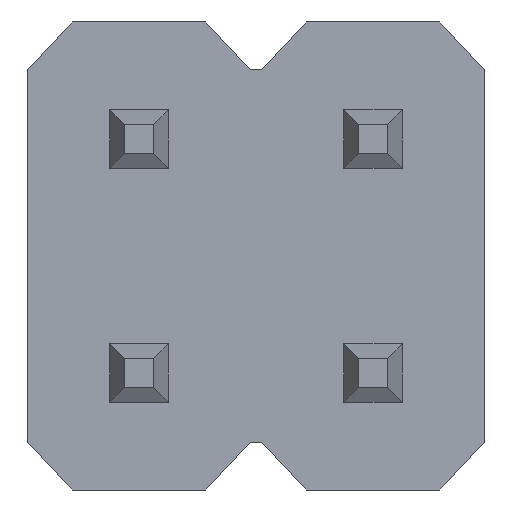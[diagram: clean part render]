
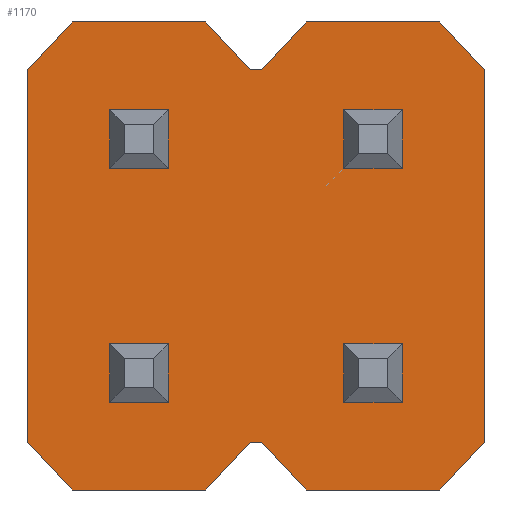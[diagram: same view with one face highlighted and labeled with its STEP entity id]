
A CAD part, front view. The second image highlights one B-rep face of the part: STEP entity #1170.
In plain terms, the highlighted planar face has unit normal (0, -1, 0).
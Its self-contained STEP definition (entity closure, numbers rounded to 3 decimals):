
#480=VERTEX_POINT('',#1398);
#506=VERTEX_POINT('',#1427);
#524=EDGE_CURVE('',#930,#1276,#1446,.T.);
#538=EDGE_CURVE('',#832,#1110,#1462,.T.);
#560=EDGE_CURVE('',#772,#1118,#1484,.T.);
#568=VERTEX_POINT('',#1492);
#580=VERTEX_POINT('',#1505);
#636=EDGE_CURVE('',#1084,#1138,#1564,.T.);
#644=VERTEX_POINT('',#1574);
#666=EDGE_CURVE('',#782,#886,#1600,.T.);
#672=EDGE_CURVE('',#1352,#746,#1606,.T.);
#702=EDGE_CURVE('',#886,#1196,#1643,.T.);
#710=EDGE_CURVE('',#580,#930,#1651,.T.);
#718=VERTEX_POINT('',#1659);
#720=EDGE_CURVE('',#1238,#1024,#1661,.T.);
#728=VERTEX_POINT('',#1669);
#740=EDGE_CURVE('',#906,#1074,#1681,.T.);
#746=VERTEX_POINT('',#1687);
#750=VERTEX_POINT('',#1696);
#766=EDGE_CURVE('',#480,#644,#1716,.T.);
#772=VERTEX_POINT('',#1722);
#782=VERTEX_POINT('',#1733);
#798=VERTEX_POINT('',#1751);
#806=VERTEX_POINT('',#1759);
#810=EDGE_CURVE('',#1276,#906,#1763,.T.);
#832=VERTEX_POINT('',#1788);
#852=EDGE_CURVE('',#1078,#1092,#1810,.T.);
#862=EDGE_CURVE('',#1056,#832,#1820,.T.);
#886=VERTEX_POINT('',#1846);
#888=EDGE_CURVE('',#644,#984,#1848,.T.);
#890=EDGE_CURVE('',#1074,#728,#1850,.T.);
#906=VERTEX_POINT('',#1866);
#930=VERTEX_POINT('',#1896);
#932=EDGE_CURVE('',#1196,#750,#1898,.T.);
#934=EDGE_CURVE('',#798,#1238,#1900,.T.);
#980=EDGE_CURVE('',#984,#580,#1954,.T.);
#984=VERTEX_POINT('',#1958);
#1024=VERTEX_POINT('',#2002);
#1036=EDGE_CURVE('',#1110,#568,#2015,.T.);
#1056=VERTEX_POINT('',#2040);
#1058=EDGE_CURVE('',#718,#1146,#2042,.T.);
#1072=EDGE_CURVE('',#506,#1084,#2058,.T.);
#1074=VERTEX_POINT('',#2060);
#1078=VERTEX_POINT('',#2064);
#1084=VERTEX_POINT('',#2070);
#1092=VERTEX_POINT('',#2079);
#1110=VERTEX_POINT('',#2097);
#1118=VERTEX_POINT('',#2106);
#1134=EDGE_CURVE('',#806,#798,#2124,.T.);
#1136=EDGE_CURVE('',#750,#782,#2126,.T.);
#1138=VERTEX_POINT('',#2128);
#1144=EDGE_CURVE('',#1092,#1352,#2135,.T.);
#1146=VERTEX_POINT('',#2137);
#1158=EDGE_CURVE('',#1146,#772,#2151,.T.);
#1170=ADVANCED_FACE('',(#2164,#2165,#2166,#2167,#2168),#2169,.T.);
#1196=VERTEX_POINT('',#2197);
#1204=EDGE_CURVE('',#1138,#1078,#2206,.T.);
#1212=EDGE_CURVE('',#568,#1056,#2215,.T.);
#1216=EDGE_CURVE('',#746,#480,#2219,.T.);
#1238=VERTEX_POINT('',#2247);
#1276=VERTEX_POINT('',#2287);
#1292=EDGE_CURVE('',#1024,#806,#2303,.T.);
#1348=EDGE_CURVE('',#728,#506,#2366,.T.);
#1352=VERTEX_POINT('',#2370);
#1364=EDGE_CURVE('',#1118,#718,#2382,.T.);
#1398=CARTESIAN_POINT('',(0.05,-2.0,-1.595));
#1427=CARTESIAN_POINT('',(0.05,-2.0,1.595));
#1446=LINE('',#2480,#2481);
#1462=LINE('',#2504,#2505);
#1484=LINE('',#2540,#2541);
#1492=CARTESIAN_POINT('',(0.75,-2.0,1.25));
#1505=CARTESIAN_POINT('',(-1.572,-2.0,-2.0));
#1564=LINE('',#2660,#2661);
#1574=CARTESIAN_POINT('',(-0.05,-2.0,-1.595));
#1600=LINE('',#2706,#2707);
#1606=LINE('',#2716,#2717);
#1643=LINE('',#2759,#2760);
#1651=LINE('',#2773,#2774);
#1659=CARTESIAN_POINT('',(-1.25,-2.0,0.75));
#1661=LINE('',#2789,#2790);
#1669=CARTESIAN_POINT('',(-0.05,-2.0,1.595));
#1681=LINE('',#2819,#2820);
#1687=CARTESIAN_POINT('',(0.428,-2.0,-2.0));
#1696=CARTESIAN_POINT('',(-1.25,-2.0,-0.75));
#1716=LINE('',#2864,#2865);
#1722=CARTESIAN_POINT('',(-0.75,-2.0,1.25));
#1733=CARTESIAN_POINT('',(-0.75,-2.0,-0.75));
#1751=CARTESIAN_POINT('',(1.25,-2.0,-0.75));
#1759=CARTESIAN_POINT('',(0.75,-2.0,-0.75));
#1763=LINE('',#2931,#2932);
#1788=CARTESIAN_POINT('',(1.25,-2.0,0.75));
#1810=LINE('',#2996,#2997);
#1820=LINE('',#3014,#3015);
#1846=CARTESIAN_POINT('',(-0.75,-2.0,-1.25));
#1848=LINE('',#3054,#3055);
#1850=LINE('',#3058,#3059);
#1866=CARTESIAN_POINT('',(-1.572,-2.0,2.0));
#1896=CARTESIAN_POINT('',(-1.95,-2.0,-1.595));
#1898=LINE('',#3126,#3127);
#1900=LINE('',#3130,#3131);
#1954=LINE('',#3202,#3203);
#1958=CARTESIAN_POINT('',(-0.428,-2.0,-2.0));
#2002=CARTESIAN_POINT('',(0.75,-2.0,-1.25));
#2015=LINE('',#3291,#3292);
#2040=CARTESIAN_POINT('',(1.25,-2.0,1.25));
#2042=LINE('',#3328,#3329);
#2058=LINE('',#3352,#3353);
#2060=CARTESIAN_POINT('',(-0.428,-2.0,2.0));
#2064=CARTESIAN_POINT('',(1.95,-2.0,1.595));
#2070=CARTESIAN_POINT('',(0.428,-2.0,2.0));
#2079=CARTESIAN_POINT('',(1.95,-2.0,-1.595));
#2097=CARTESIAN_POINT('',(0.75,-2.0,0.75));
#2106=CARTESIAN_POINT('',(-0.75,-2.0,0.75));
#2124=LINE('',#3448,#3449);
#2126=LINE('',#3452,#3453);
#2128=CARTESIAN_POINT('',(1.572,-2.0,2.0));
#2135=LINE('',#3463,#3464);
#2137=CARTESIAN_POINT('',(-1.25,-2.0,1.25));
#2151=LINE('',#3483,#3484);
#2164=FACE_BOUND('',#3501,.T.);
#2165=FACE_BOUND('',#3502,.T.);
#2166=FACE_BOUND('',#3503,.T.);
#2167=FACE_BOUND('',#3504,.T.);
#2168=FACE_OUTER_BOUND('',#3505,.T.);
#2169=PLANE('',#3506);
#2197=CARTESIAN_POINT('',(-1.25,-2.0,-1.25));
#2206=LINE('',#3560,#3561);
#2215=LINE('',#3575,#3576);
#2219=LINE('',#3581,#3582);
#2247=CARTESIAN_POINT('',(1.25,-2.0,-1.25));
#2287=CARTESIAN_POINT('',(-1.95,-2.0,1.595));
#2303=LINE('',#3703,#3704);
#2366=LINE('',#3798,#3799);
#2370=CARTESIAN_POINT('',(1.572,-2.0,-2.0));
#2382=LINE('',#3826,#3827);
#2480=CARTESIAN_POINT('',(-1.95,-2.0,-1.595));
#2481=VECTOR('',#3894,1.0);
#2504=CARTESIAN_POINT('',(-0.25,-2.0,0.75));
#2505=VECTOR('',#3914,1.0);
#2540=CARTESIAN_POINT('',(-0.75,-2.0,0.75));
#2541=VECTOR('',#3921,1.0);
#2660=CARTESIAN_POINT('',(0.428,-2.0,2.0));
#2661=VECTOR('',#3973,1.0);
#2706=CARTESIAN_POINT('',(-0.75,-2.0,-0.25));
#2707=VECTOR('',#4026,1.0);
#2716=CARTESIAN_POINT('',(1.572,-2.0,-2.0));
#2717=VECTOR('',#4028,1.0);
#2759=CARTESIAN_POINT('',(-1.25,-2.0,-1.25));
#2760=VECTOR('',#4087,1.0);
#2773=CARTESIAN_POINT('',(-1.572,-2.0,-2.0));
#2774=VECTOR('',#4090,1.);
#2789=CARTESIAN_POINT('',(-0.25,-2.0,-1.25));
#2790=VECTOR('',#4093,1.0);
#2819=CARTESIAN_POINT('',(-0.428,-2.0,2.0));
#2820=VECTOR('',#4098,1.0);
#2864=CARTESIAN_POINT('',(0.05,-2.0,-1.595));
#2865=VECTOR('',#4159,1.0);
#2931=CARTESIAN_POINT('',(-1.572,-2.0,2.0));
#2932=VECTOR('',#4193,1.);
#2996=CARTESIAN_POINT('',(1.95,-2.0,-1.595));
#2997=VECTOR('',#4254,1.0);
#3014=CARTESIAN_POINT('',(1.25,-2.0,0.75));
#3015=VECTOR('',#4258,1.0);
#3054=CARTESIAN_POINT('',(-0.428,-2.0,-2.0));
#3055=VECTOR('',#4280,1.);
#3058=CARTESIAN_POINT('',(-0.428,-2.0,2.0));
#3059=VECTOR('',#4281,1.);
#3126=CARTESIAN_POINT('',(-1.25,-2.0,-0.25));
#3127=VECTOR('',#4339,1.0);
#3130=CARTESIAN_POINT('',(1.25,-2.0,-0.25));
#3131=VECTOR('',#4340,1.0);
#3202=CARTESIAN_POINT('',(-0.428,-2.0,-2.0));
#3203=VECTOR('',#4421,1.0);
#3291=CARTESIAN_POINT('',(0.75,-2.0,0.75));
#3292=VECTOR('',#4475,1.0);
#3328=CARTESIAN_POINT('',(-1.25,-2.0,0.75));
#3329=VECTOR('',#4520,1.0);
#3352=CARTESIAN_POINT('',(0.428,-2.0,2.0));
#3353=VECTOR('',#4540,1.);
#3448=CARTESIAN_POINT('',(-0.25,-2.0,-0.75));
#3449=VECTOR('',#4587,1.0);
#3452=CARTESIAN_POINT('',(-1.25,-2.0,-0.75));
#3453=VECTOR('',#4588,1.0);
#3463=CARTESIAN_POINT('',(1.572,-2.0,-2.0));
#3464=VECTOR('',#4597,1.);
#3483=CARTESIAN_POINT('',(-1.25,-2.0,1.25));
#3484=VECTOR('',#4615,1.0);
#3501=EDGE_LOOP('',(#4627,#4628,#4629,#4630));
#3502=EDGE_LOOP('',(#4631,#4632,#4633,#4634));
#3503=EDGE_LOOP('',(#4635,#4636,#4637,#4638));
#3504=EDGE_LOOP('',(#4639,#4640,#4641,#4642));
#3505=EDGE_LOOP('',(#4643,#4644,#4645,#4646,#4647,#4648,#4649,#4650,#4651,#4652,#4653,#4654,#4655,#4656,#4657,#4658));
#3506=AXIS2_PLACEMENT_3D('',#4659,#4660,#4661);
#3560=CARTESIAN_POINT('',(1.572,-2.0,2.0));
#3561=VECTOR('',#4694,1.);
#3575=CARTESIAN_POINT('',(-0.25,-2.0,1.25));
#3576=VECTOR('',#4705,1.0);
#3581=CARTESIAN_POINT('',(0.428,-2.0,-2.0));
#3582=VECTOR('',#4706,1.);
#3703=CARTESIAN_POINT('',(0.75,-2.0,-0.25));
#3704=VECTOR('',#4789,1.0);
#3798=CARTESIAN_POINT('',(0.05,-2.0,1.595));
#3799=VECTOR('',#4861,1.0);
#3826=CARTESIAN_POINT('',(-1.25,-2.0,0.75));
#3827=VECTOR('',#4867,1.0);
#3894=DIRECTION('',(0.0,0.,1.0));
#3914=DIRECTION('',(-1.0,0.,0.));
#3921=DIRECTION('',(0.,0.,-1.0));
#3973=DIRECTION('',(1.0,0.0,0.0));
#4026=DIRECTION('',(0.,0.,-1.0));
#4028=DIRECTION('',(-1.0,-0.0,0.0));
#4087=DIRECTION('',(-1.0,0.,0.));
#4090=DIRECTION('',(-0.683,0.,0.731));
#4093=DIRECTION('',(-1.0,0.,0.));
#4098=DIRECTION('',(1.0,0.0,0.0));
#4159=DIRECTION('',(-1.0,-0.0,0.0));
#4193=DIRECTION('',(0.683,0.,0.731));
#4254=DIRECTION('',(0.0,0.,-1.0));
#4258=DIRECTION('',(0.,0.,-1.0));
#4280=DIRECTION('',(-0.683,0.,-0.731));
#4281=DIRECTION('',(0.683,0.,-0.731));
#4339=DIRECTION('',(0.,0.,1.0));
#4340=DIRECTION('',(0.,0.,-1.0));
#4421=DIRECTION('',(-1.0,-0.0,0.0));
#4475=DIRECTION('',(0.,0.,1.0));
#4520=DIRECTION('',(0.,0.,1.0));
#4540=DIRECTION('',(0.683,0.,0.731));
#4587=DIRECTION('',(1.0,0.,0.));
#4588=DIRECTION('',(1.0,0.,0.));
#4597=DIRECTION('',(-0.683,0.,-0.731));
#4615=DIRECTION('',(1.0,0.,0.));
#4627=ORIENTED_EDGE('',*,*,#1212,.T.);
#4628=ORIENTED_EDGE('',*,*,#862,.T.);
#4629=ORIENTED_EDGE('',*,*,#538,.T.);
#4630=ORIENTED_EDGE('',*,*,#1036,.T.);
#4631=ORIENTED_EDGE('',*,*,#1134,.T.);
#4632=ORIENTED_EDGE('',*,*,#934,.T.);
#4633=ORIENTED_EDGE('',*,*,#720,.T.);
#4634=ORIENTED_EDGE('',*,*,#1292,.T.);
#4635=ORIENTED_EDGE('',*,*,#1158,.T.);
#4636=ORIENTED_EDGE('',*,*,#560,.T.);
#4637=ORIENTED_EDGE('',*,*,#1364,.T.);
#4638=ORIENTED_EDGE('',*,*,#1058,.T.);
#4639=ORIENTED_EDGE('',*,*,#1136,.T.);
#4640=ORIENTED_EDGE('',*,*,#666,.T.);
#4641=ORIENTED_EDGE('',*,*,#702,.T.);
#4642=ORIENTED_EDGE('',*,*,#932,.T.);
#4643=ORIENTED_EDGE('',*,*,#890,.F.);
#4644=ORIENTED_EDGE('',*,*,#740,.F.);
#4645=ORIENTED_EDGE('',*,*,#810,.F.);
#4646=ORIENTED_EDGE('',*,*,#524,.F.);
#4647=ORIENTED_EDGE('',*,*,#710,.F.);
#4648=ORIENTED_EDGE('',*,*,#980,.F.);
#4649=ORIENTED_EDGE('',*,*,#888,.F.);
#4650=ORIENTED_EDGE('',*,*,#766,.F.);
#4651=ORIENTED_EDGE('',*,*,#1216,.F.);
#4652=ORIENTED_EDGE('',*,*,#672,.F.);
#4653=ORIENTED_EDGE('',*,*,#1144,.F.);
#4654=ORIENTED_EDGE('',*,*,#852,.F.);
#4655=ORIENTED_EDGE('',*,*,#1204,.F.);
#4656=ORIENTED_EDGE('',*,*,#636,.F.);
#4657=ORIENTED_EDGE('',*,*,#1072,.F.);
#4658=ORIENTED_EDGE('',*,*,#1348,.F.);
#4659=CARTESIAN_POINT('',(-1.0,-2.0,0.));
#4660=DIRECTION('',(0.0,-1.0,0.));
#4661=DIRECTION('',(1.0,0.0,0.0));
#4694=DIRECTION('',(0.683,0.,-0.731));
#4705=DIRECTION('',(1.0,0.,0.));
#4706=DIRECTION('',(-0.683,0.,0.731));
#4789=DIRECTION('',(0.,0.,1.0));
#4861=DIRECTION('',(1.0,0.0,0.0));
#4867=DIRECTION('',(-1.0,0.,0.));
